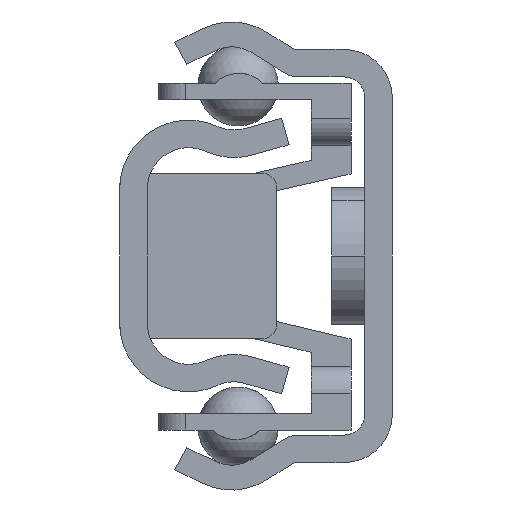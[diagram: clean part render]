
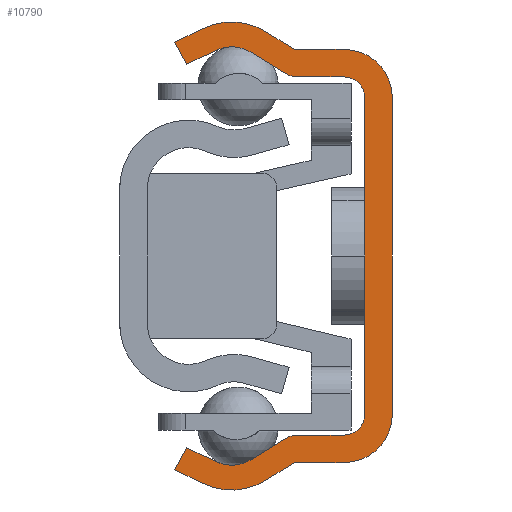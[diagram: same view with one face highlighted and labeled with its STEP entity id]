
A CAD part, front view. The second image highlights one B-rep face of the part: STEP entity #10790.
In plain terms, the highlighted planar face has unit normal (0, -1, 0).
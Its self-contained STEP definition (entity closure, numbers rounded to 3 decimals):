
#9963=CARTESIAN_POINT('',(1.921,0.,-5.75));
#9964=DIRECTION('',(0.,1.,0.));
#9965=DIRECTION('',(1.,0.,0.));
#9966=AXIS2_PLACEMENT_3D('',#9963,#9964,#9965);
#9968=DIRECTION('',(-1.,0.,0.));
#9969=VECTOR('',#9968,1.804);
#9970=CARTESIAN_POINT('',(1.921,0.,-7.5));
#9971=LINE('',#9970,#9969);
#9972=DIRECTION('',(-0.85,0.,-0.527));
#9973=VECTOR('',#9972,1.23);
#9974=CARTESIAN_POINT('',(0.116,0.,-7.5));
#9975=LINE('',#9974,#9973);
#9976=CARTESIAN_POINT('',(-2.167,0.,-6.15));
#9977=DIRECTION('',(0.,1.,0.));
#9978=DIRECTION('',(0.527,0.,-0.85));
#9979=AXIS2_PLACEMENT_3D('',#9976,#9977,#9978);
#9981=DIRECTION('',(-0.899,0.,0.438));
#9982=VECTOR('',#9981,1.15);
#9983=CARTESIAN_POINT('',(-3.195,0.,-8.263));
#9984=LINE('',#9983,#9982);
#9985=DIRECTION('',(0.479,0.,0.878));
#9986=VECTOR('',#9985,0.914);
#9987=CARTESIAN_POINT('',(-4.229,0.,-7.76));
#9988=LINE('',#9987,#9986);
#9989=DIRECTION('',(0.899,0.,-0.438));
#9990=VECTOR('',#9989,1.15);
#9991=CARTESIAN_POINT('',(-3.791,0.,-6.957));
#9992=LINE('',#9991,#9990);
#9993=CARTESIAN_POINT('',(-2.167,0.,-6.246));
#9994=DIRECTION('',(0.,-1.,0.));
#9995=DIRECTION('',(-0.438,0.,-0.899));
#9996=AXIS2_PLACEMENT_3D('',#9993,#9994,#9995);
#9998=DIRECTION('',(0.85,0.,0.527));
#9999=VECTOR('',#9998,1.413);
#10000=CARTESIAN_POINT('',(-1.456,0.,-7.394));
#10001=LINE('',#10000,#9999);
#10002=CARTESIAN_POINT('',(0.272,0.,-7.5));
#10003=DIRECTION('',(0.,1.,0.));
#10004=DIRECTION('',(-0.527,0.,0.85));
#10005=AXIS2_PLACEMENT_3D('',#10002,#10003,#10004);
#10007=DIRECTION('',(1.,0.,0.));
#10008=VECTOR('',#10007,1.649);
#10009=CARTESIAN_POINT('',(0.272,0.,-6.5));
#10010=LINE('',#10009,#10008);
#10011=CARTESIAN_POINT('',(1.921,0.,-5.75));
#10012=DIRECTION('',(0.,-1.,0.));
#10013=DIRECTION('',(0.,0.,-1.));
#10014=AXIS2_PLACEMENT_3D('',#10011,#10012,#10013);
#10016=CARTESIAN_POINT('',(1.921,0.,5.75));
#10017=DIRECTION('',(0.,-1.,0.));
#10018=DIRECTION('',(1.,0.,0.));
#10019=AXIS2_PLACEMENT_3D('',#10016,#10017,#10018);
#10021=DIRECTION('',(-1.,0.,0.));
#10022=VECTOR('',#10021,1.649);
#10023=CARTESIAN_POINT('',(1.921,0.,6.5));
#10024=LINE('',#10023,#10022);
#10025=CARTESIAN_POINT('',(0.272,0.,7.5));
#10026=DIRECTION('',(0.,1.,0.));
#10027=DIRECTION('',(0.,0.,-1.));
#10028=AXIS2_PLACEMENT_3D('',#10025,#10026,#10027);
#10030=DIRECTION('',(-0.85,0.,0.527));
#10031=VECTOR('',#10030,1.413);
#10032=CARTESIAN_POINT('',(-0.255,0.,6.65));
#10033=LINE('',#10032,#10031);
#10034=CARTESIAN_POINT('',(-2.167,0.,6.246));
#10035=DIRECTION('',(0.,-1.,0.));
#10036=DIRECTION('',(0.527,0.,0.85));
#10037=AXIS2_PLACEMENT_3D('',#10034,#10035,#10036);
#10039=DIRECTION('',(-0.899,0.,-0.438));
#10040=VECTOR('',#10039,1.15);
#10041=CARTESIAN_POINT('',(-2.757,0.,7.46));
#10042=LINE('',#10041,#10040);
#10043=DIRECTION('',(-0.479,0.,0.878));
#10044=VECTOR('',#10043,0.914);
#10045=CARTESIAN_POINT('',(-3.791,0.,6.957));
#10046=LINE('',#10045,#10044);
#10047=DIRECTION('',(0.899,0.,0.438));
#10048=VECTOR('',#10047,1.15);
#10049=CARTESIAN_POINT('',(-4.229,0.,7.76));
#10050=LINE('',#10049,#10048);
#10051=CARTESIAN_POINT('',(-2.167,0.,6.15));
#10052=DIRECTION('',(0.,1.,0.));
#10053=DIRECTION('',(-0.438,0.,0.899));
#10054=AXIS2_PLACEMENT_3D('',#10051,#10052,#10053);
#10056=DIRECTION('',(0.85,0.,-0.527));
#10057=VECTOR('',#10056,1.23);
#10058=CARTESIAN_POINT('',(-0.929,0.,8.148));
#10059=LINE('',#10058,#10057);
#10060=DIRECTION('',(1.,0.,0.));
#10061=VECTOR('',#10060,1.804);
#10062=CARTESIAN_POINT('',(0.116,0.,7.5));
#10063=LINE('',#10062,#10061);
#10064=CARTESIAN_POINT('',(1.921,0.,5.75));
#10065=DIRECTION('',(0.,1.,0.));
#10066=DIRECTION('',(0.,0.,1.));
#10067=AXIS2_PLACEMENT_3D('',#10064,#10065,#10066);
#10087=DIRECTION('',(0.,0.,1.));
#10088=VECTOR('',#10087,11.5);
#10089=CARTESIAN_POINT('',(3.671,0.,-5.75));
#10090=LINE('',#10089,#10088);
#10161=DIRECTION('',(0.,0.,-1.));
#10162=VECTOR('',#10161,11.5);
#10163=CARTESIAN_POINT('',(2.671,0.,5.75));
#10164=LINE('',#10163,#10162);
#10555=CARTESIAN_POINT('',(3.671,0.,-5.75));
#10556=CARTESIAN_POINT('',(1.921,0.,-7.5));
#10557=VERTEX_POINT('',#10555);
#10558=VERTEX_POINT('',#10556);
#10559=CARTESIAN_POINT('',(0.116,0.,-7.5));
#10560=VERTEX_POINT('',#10559);
#10561=CARTESIAN_POINT('',(-0.929,0.,-8.148));
#10562=VERTEX_POINT('',#10561);
#10563=CARTESIAN_POINT('',(-3.195,0.,-8.263));
#10564=VERTEX_POINT('',#10563);
#10565=CARTESIAN_POINT('',(-4.229,0.,-7.76));
#10566=VERTEX_POINT('',#10565);
#10567=CARTESIAN_POINT('',(-3.791,0.,-6.957));
#10568=VERTEX_POINT('',#10567);
#10569=CARTESIAN_POINT('',(-2.757,0.,-7.46));
#10570=VERTEX_POINT('',#10569);
#10571=CARTESIAN_POINT('',(-1.456,0.,-7.394));
#10572=VERTEX_POINT('',#10571);
#10573=CARTESIAN_POINT('',(-0.255,0.,-6.65));
#10574=VERTEX_POINT('',#10573);
#10575=CARTESIAN_POINT('',(0.272,0.,-6.5));
#10576=VERTEX_POINT('',#10575);
#10577=CARTESIAN_POINT('',(1.921,0.,-6.5));
#10578=VERTEX_POINT('',#10577);
#10579=CARTESIAN_POINT('',(2.671,0.,-5.75));
#10580=VERTEX_POINT('',#10579);
#10581=CARTESIAN_POINT('',(2.671,0.,5.75));
#10582=CARTESIAN_POINT('',(1.921,0.,6.5));
#10583=VERTEX_POINT('',#10581);
#10584=VERTEX_POINT('',#10582);
#10585=CARTESIAN_POINT('',(0.272,0.,6.5));
#10586=VERTEX_POINT('',#10585);
#10587=CARTESIAN_POINT('',(-0.255,0.,6.65));
#10588=VERTEX_POINT('',#10587);
#10589=CARTESIAN_POINT('',(-1.456,0.,7.394));
#10590=VERTEX_POINT('',#10589);
#10591=CARTESIAN_POINT('',(-2.757,0.,7.46));
#10592=VERTEX_POINT('',#10591);
#10593=CARTESIAN_POINT('',(-3.791,0.,6.957));
#10594=VERTEX_POINT('',#10593);
#10595=CARTESIAN_POINT('',(-4.229,0.,7.76));
#10596=VERTEX_POINT('',#10595);
#10597=CARTESIAN_POINT('',(-3.195,0.,8.263));
#10598=VERTEX_POINT('',#10597);
#10599=CARTESIAN_POINT('',(-0.929,0.,8.148));
#10600=VERTEX_POINT('',#10599);
#10601=CARTESIAN_POINT('',(0.116,0.,7.5));
#10602=VERTEX_POINT('',#10601);
#10603=CARTESIAN_POINT('',(1.921,0.,7.5));
#10604=VERTEX_POINT('',#10603);
#10605=CARTESIAN_POINT('',(3.671,0.,5.75));
#10606=VERTEX_POINT('',#10605);
#10731=CARTESIAN_POINT('',(0.,0.,0.));
#10732=DIRECTION('',(0.,1.,0.));
#10733=DIRECTION('',(1.,0.,0.));
#10734=AXIS2_PLACEMENT_3D('',#10731,#10732,#10733);
#10735=PLANE('',#10734);
#10737=ORIENTED_EDGE('',*,*,#10736,.T.);
#10739=ORIENTED_EDGE('',*,*,#10738,.T.);
#10741=ORIENTED_EDGE('',*,*,#10740,.T.);
#10743=ORIENTED_EDGE('',*,*,#10742,.T.);
#10745=ORIENTED_EDGE('',*,*,#10744,.T.);
#10747=ORIENTED_EDGE('',*,*,#10746,.T.);
#10749=ORIENTED_EDGE('',*,*,#10748,.T.);
#10751=ORIENTED_EDGE('',*,*,#10750,.T.);
#10753=ORIENTED_EDGE('',*,*,#10752,.T.);
#10755=ORIENTED_EDGE('',*,*,#10754,.T.);
#10757=ORIENTED_EDGE('',*,*,#10756,.T.);
#10759=ORIENTED_EDGE('',*,*,#10758,.T.);
#10761=ORIENTED_EDGE('',*,*,#10760,.F.);
#10763=ORIENTED_EDGE('',*,*,#10762,.T.);
#10765=ORIENTED_EDGE('',*,*,#10764,.T.);
#10767=ORIENTED_EDGE('',*,*,#10766,.T.);
#10769=ORIENTED_EDGE('',*,*,#10768,.T.);
#10771=ORIENTED_EDGE('',*,*,#10770,.T.);
#10773=ORIENTED_EDGE('',*,*,#10772,.T.);
#10775=ORIENTED_EDGE('',*,*,#10774,.T.);
#10777=ORIENTED_EDGE('',*,*,#10776,.T.);
#10779=ORIENTED_EDGE('',*,*,#10778,.T.);
#10781=ORIENTED_EDGE('',*,*,#10780,.T.);
#10783=ORIENTED_EDGE('',*,*,#10782,.T.);
#10785=ORIENTED_EDGE('',*,*,#10784,.T.);
#10787=ORIENTED_EDGE('',*,*,#10786,.F.);
#10788=EDGE_LOOP('',(#10737,#10739,#10741,#10743,#10745,#10747,#10749,#10751,
#10753,#10755,#10757,#10759,#10761,#10763,#10765,#10767,#10769,#10771,#10773,
#10775,#10777,#10779,#10781,#10783,#10785,#10787));
#10789=FACE_OUTER_BOUND('',#10788,.F.);
#10790=ADVANCED_FACE('',(#10789),#10735,.F.);
#9967=CIRCLE('',#9966,1.75);
#9980=CIRCLE('',#9979,2.35);
#9997=CIRCLE('',#9996,1.35);
#10006=CIRCLE('',#10005,1.);
#10015=CIRCLE('',#10014,0.75);
#10020=CIRCLE('',#10019,0.75);
#10029=CIRCLE('',#10028,1.);
#10038=CIRCLE('',#10037,1.35);
#10055=CIRCLE('',#10054,2.35);
#10068=CIRCLE('',#10067,1.75);
#10736=EDGE_CURVE('',#10557,#10558,#9967,.T.);
#10738=EDGE_CURVE('',#10558,#10560,#9971,.T.);
#10740=EDGE_CURVE('',#10560,#10562,#9975,.T.);
#10742=EDGE_CURVE('',#10562,#10564,#9980,.T.);
#10744=EDGE_CURVE('',#10564,#10566,#9984,.T.);
#10746=EDGE_CURVE('',#10566,#10568,#9988,.T.);
#10748=EDGE_CURVE('',#10568,#10570,#9992,.T.);
#10750=EDGE_CURVE('',#10570,#10572,#9997,.T.);
#10752=EDGE_CURVE('',#10572,#10574,#10001,.T.);
#10754=EDGE_CURVE('',#10574,#10576,#10006,.T.);
#10756=EDGE_CURVE('',#10576,#10578,#10010,.T.);
#10758=EDGE_CURVE('',#10578,#10580,#10015,.T.);
#10760=EDGE_CURVE('',#10583,#10580,#10164,.T.);
#10762=EDGE_CURVE('',#10583,#10584,#10020,.T.);
#10764=EDGE_CURVE('',#10584,#10586,#10024,.T.);
#10766=EDGE_CURVE('',#10586,#10588,#10029,.T.);
#10768=EDGE_CURVE('',#10588,#10590,#10033,.T.);
#10770=EDGE_CURVE('',#10590,#10592,#10038,.T.);
#10772=EDGE_CURVE('',#10592,#10594,#10042,.T.);
#10774=EDGE_CURVE('',#10594,#10596,#10046,.T.);
#10776=EDGE_CURVE('',#10596,#10598,#10050,.T.);
#10778=EDGE_CURVE('',#10598,#10600,#10055,.T.);
#10780=EDGE_CURVE('',#10600,#10602,#10059,.T.);
#10782=EDGE_CURVE('',#10602,#10604,#10063,.T.);
#10784=EDGE_CURVE('',#10604,#10606,#10068,.T.);
#10786=EDGE_CURVE('',#10557,#10606,#10090,.T.);
